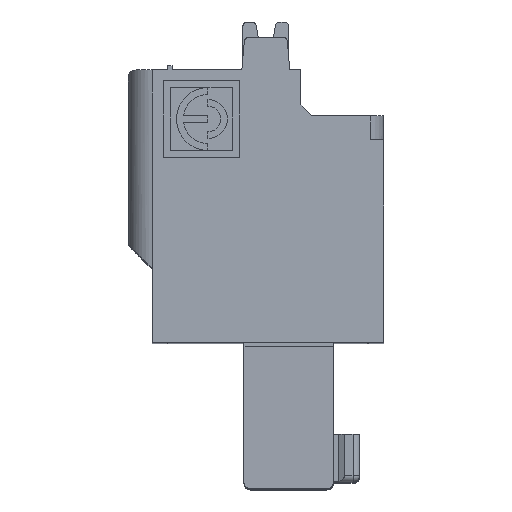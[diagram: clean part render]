
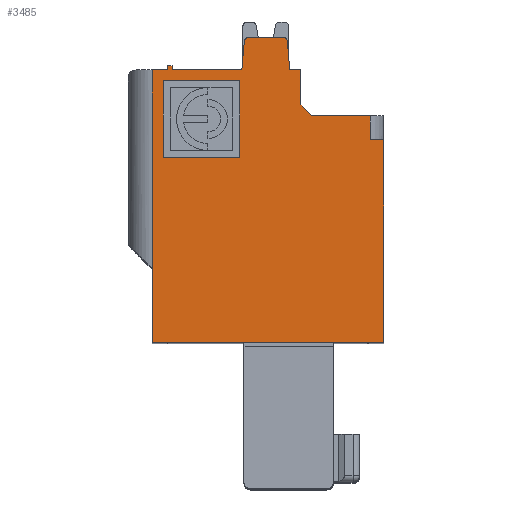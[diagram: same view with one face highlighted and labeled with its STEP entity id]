
A CAD part, top view. The second image highlights one B-rep face of the part: STEP entity #3485.
In plain terms, the highlighted planar face has unit normal (0, 0, 1).
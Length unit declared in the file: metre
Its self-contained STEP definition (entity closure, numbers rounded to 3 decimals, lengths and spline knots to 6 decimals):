
#3485=ADVANCED_FACE('',(#8707,#8708),#8709,.F.);
#4437=EDGE_CURVE('',#10179,#10176,#10180,.T.);
#8707=FACE_BOUND('',#15604,.T.);
#8708=FACE_OUTER_BOUND('',#15605,.T.);
#8709=PLANE('',#15606);
#10176=VERTEX_POINT('',#17116);
#10179=VERTEX_POINT('',#17121);
#10180=LINE('',#17122,#17123);
#10348=VERTEX_POINT('',#17402);
#10522=VERTEX_POINT('',#17819);
#10603=VERTEX_POINT('',#17944);
#10658=VERTEX_POINT('',#18060);
#10662=VERTEX_POINT('',#18066);
#12639=VERTEX_POINT('',#22501);
#12654=VERTEX_POINT('',#22526);
#12660=VERTEX_POINT('',#22535);
#12664=VERTEX_POINT('',#22541);
#15604=EDGE_LOOP('',(#30430,#30431,#30432,#30433));
#15605=EDGE_LOOP('',(#30434,#30435,#30436,#30437,#30438,#30439,#30440,#30441,#30442,#30443,#30444,#30445,#30446,#30447,#30448,#30449,#30450,#30451,#30452));
#15606=AXIS2_PLACEMENT_3D('',#30453,#30454,#30455);
#17116=CARTESIAN_POINT('',(0.1506,0.0093,-0.0148));
#17121=CARTESIAN_POINT('',(0.1506,0.0,-0.0148));
#17122=CARTESIAN_POINT('',(0.1506,0.0,-0.0148));
#17123=VECTOR('',#34613,1.0);
#17402=CARTESIAN_POINT('',(0.15,0.0093,-0.0148));
#17819=CARTESIAN_POINT('',(0.1407,0.0127,-0.0148));
#17944=CARTESIAN_POINT('',(0.1407,0.0125,-0.0148));
#18060=CARTESIAN_POINT('',(0.146185,0.013817,-0.0148));
#18066=CARTESIAN_POINT('',(0.1463,0.0125,-0.0148));
#22501=CARTESIAN_POINT('',(0.144215,0.013817,-0.0148));
#22526=CARTESIAN_POINT('',(0.1441,0.0125,-0.0148));
#22535=CARTESIAN_POINT('',(0.1409,0.0125,-0.0148));
#22541=CARTESIAN_POINT('',(0.1409,0.0127,-0.0148));
#30430=ORIENTED_EDGE('',*,*,#36295,.T.);
#30431=ORIENTED_EDGE('',*,*,#36528,.T.);
#30432=ORIENTED_EDGE('',*,*,#37627,.T.);
#30433=ORIENTED_EDGE('',*,*,#37628,.T.);
#30434=ORIENTED_EDGE('',*,*,#36139,.T.);
#30435=ORIENTED_EDGE('',*,*,#37586,.T.);
#30436=ORIENTED_EDGE('',*,*,#37629,.F.);
#30437=ORIENTED_EDGE('',*,*,#36322,.T.);
#30438=ORIENTED_EDGE('',*,*,#37565,.T.);
#30439=ORIENTED_EDGE('',*,*,#37630,.T.);
#30440=ORIENTED_EDGE('',*,*,#37504,.T.);
#30441=ORIENTED_EDGE('',*,*,#37508,.T.);
#30442=ORIENTED_EDGE('',*,*,#37631,.F.);
#30443=ORIENTED_EDGE('',*,*,#37545,.T.);
#30444=ORIENTED_EDGE('',*,*,#37632,.F.);
#30445=ORIENTED_EDGE('',*,*,#36216,.F.);
#30446=ORIENTED_EDGE('',*,*,#37560,.F.);
#30447=ORIENTED_EDGE('',*,*,#37624,.F.);
#30448=ORIENTED_EDGE('',*,*,#36489,.T.);
#30449=ORIENTED_EDGE('',*,*,#4437,.T.);
#30450=ORIENTED_EDGE('',*,*,#36050,.F.);
#30451=ORIENTED_EDGE('',*,*,#36059,.F.);
#30452=ORIENTED_EDGE('',*,*,#36136,.F.);
#30453=CARTESIAN_POINT('',(0.154572,0.033759,-0.0148));
#30454=DIRECTION('',(0.0,0.,-1.0));
#30455=DIRECTION('',(-1.0,0.0,0.0));
#34613=DIRECTION('',(0.0,1.0,0.));
#36050=EDGE_CURVE('',#10348,#10176,#38644,.T.);
#36059=EDGE_CURVE('',#38652,#10348,#38654,.T.);
#36136=EDGE_CURVE('',#38763,#38652,#38765,.T.);
#36139=EDGE_CURVE('',#38763,#38767,#38769,.T.);
#36216=EDGE_CURVE('',#10603,#10522,#38872,.T.);
#36295=EDGE_CURVE('',#39004,#39002,#39005,.T.);
#36322=EDGE_CURVE('',#10662,#10658,#39042,.T.);
#36489=EDGE_CURVE('',#39260,#10179,#39262,.T.);
#36528=EDGE_CURVE('',#39002,#39302,#39304,.T.);
#37504=EDGE_CURVE('',#40507,#12639,#40508,.T.);
#37508=EDGE_CURVE('',#12639,#12654,#40512,.T.);
#37545=EDGE_CURVE('',#12660,#12664,#40562,.T.);
#37560=EDGE_CURVE('',#40576,#10603,#40578,.T.);
#37565=EDGE_CURVE('',#10658,#40582,#40584,.T.);
#37586=EDGE_CURVE('',#38767,#40608,#40610,.T.);
#37624=EDGE_CURVE('',#39260,#40576,#40651,.T.);
#37627=EDGE_CURVE('',#39302,#40654,#40655,.T.);
#37628=EDGE_CURVE('',#40654,#39004,#40656,.T.);
#37629=EDGE_CURVE('',#10662,#40608,#40657,.T.);
#37630=EDGE_CURVE('',#40582,#40507,#40658,.T.);
#37631=EDGE_CURVE('',#12660,#12654,#40659,.T.);
#37632=EDGE_CURVE('',#10522,#12664,#40660,.T.);
#38644=LINE('',#41884,#41885);
#38652=VERTEX_POINT('',#41895);
#38654=LINE('',#41898,#41899);
#38763=VERTEX_POINT('',#42046);
#38765=LINE('',#42049,#42050);
#38767=VERTEX_POINT('',#42052);
#38769=LINE('',#42055,#42056);
#38872=LINE('',#42206,#42207);
#39002=VERTEX_POINT('',#42409);
#39004=VERTEX_POINT('',#42412);
#39005=LINE('',#42413,#42414);
#39042=LINE('',#42465,#42466);
#39260=VERTEX_POINT('',#42790);
#39262=LINE('',#42793,#42794);
#39302=VERTEX_POINT('',#42849);
#39304=LINE('',#42852,#42853);
#40507=VERTEX_POINT('',#44518);
#40508=CIRCLE('',#44519,0.0002);
#40512=LINE('',#44524,#44525);
#40562=LINE('',#44597,#44598);
#40576=VERTEX_POINT('',#44622);
#40578=LINE('',#44625,#44626);
#40582=VERTEX_POINT('',#44632);
#40584=CIRCLE('',#44635,0.0002);
#40608=VERTEX_POINT('',#44685);
#40610=LINE('',#44688,#44689);
#40651=LINE('',#44755,#44756);
#40654=VERTEX_POINT('',#44760);
#40655=LINE('',#44761,#44762);
#40656=LINE('',#44763,#44764);
#40657=LINE('',#44765,#44766);
#40658=LINE('',#44767,#44768);
#40659=LINE('',#44769,#44770);
#40660=LINE('',#44771,#44772);
#41884=CARTESIAN_POINT('',(0.15,0.0093,-0.0148));
#41885=VECTOR('',#46383,1.0);
#41895=CARTESIAN_POINT('',(0.15,0.0104,-0.0148));
#41898=CARTESIAN_POINT('',(0.15,0.0125,-0.0148));
#41899=VECTOR('',#46387,1.0);
#42046=CARTESIAN_POINT('',(0.147307,0.0104,-0.0148));
#42049=CARTESIAN_POINT('',(0.154572,0.0104,-0.0148));
#42050=VECTOR('',#46487,1.0);
#42052=CARTESIAN_POINT('',(0.146811,0.010896,-0.0148));
#42055=CARTESIAN_POINT('',(0.139267,0.01844,-0.0148));
#42056=VECTOR('',#46489,1.0);
#42206=CARTESIAN_POINT('',(0.1407,0.0125,-0.0148));
#42207=VECTOR('',#46576,1.0);
#42409=CARTESIAN_POINT('',(0.144,0.0085,-0.0148));
#42412=CARTESIAN_POINT('',(0.144,0.012,-0.0148));
#42413=CARTESIAN_POINT('',(0.144,0.033759,-0.0148));
#42414=VECTOR('',#46659,1.0);
#42465=CARTESIAN_POINT('',(0.1463,0.0125,-0.0148));
#42466=VECTOR('',#46683,1.0);
#42790=CARTESIAN_POINT('',(0.14,0.0,-0.0148));
#42793=CARTESIAN_POINT('',(0.136699,0.0,-0.0148));
#42794=VECTOR('',#46848,1.0);
#42849=CARTESIAN_POINT('',(0.1405,0.0085,-0.0148));
#42852=CARTESIAN_POINT('',(0.154072,0.0085,-0.0148));
#42853=VECTOR('',#46868,1.0);
#44518=CARTESIAN_POINT('',(0.144414,0.014,-0.0148));
#44519=AXIS2_PLACEMENT_3D('',#47624,#47625,#47626);
#44524=CARTESIAN_POINT('',(0.144215,0.013817,-0.0148));
#44525=VECTOR('',#47628,1.0);
#44597=CARTESIAN_POINT('',(0.1409,0.0125,-0.0148));
#44598=VECTOR('',#47657,1.0);
#44622=CARTESIAN_POINT('',(0.14,0.0125,-0.0148));
#44625=CARTESIAN_POINT('',(0.14,0.0125,-0.0148));
#44626=VECTOR('',#47675,1.0);
#44632=CARTESIAN_POINT('',(0.145985,0.014,-0.0148));
#44635=AXIS2_PLACEMENT_3D('',#47679,#47680,#47681);
#44685=CARTESIAN_POINT('',(0.146811,0.0125,-0.0148));
#44688=CARTESIAN_POINT('',(0.146811,0.033759,-0.0148));
#44689=VECTOR('',#47694,1.0);
#44755=CARTESIAN_POINT('',(0.14,0.0118,-0.0148));
#44756=VECTOR('',#47717,1.0);
#44760=CARTESIAN_POINT('',(0.1405,0.012,-0.0148));
#44761=CARTESIAN_POINT('',(0.1405,0.033759,-0.0148));
#44762=VECTOR('',#47719,1.0);
#44763=CARTESIAN_POINT('',(0.154072,0.012,-0.0148));
#44764=VECTOR('',#47720,1.0);
#44765=CARTESIAN_POINT('',(0.1463,0.0125,-0.0148));
#44766=VECTOR('',#47721,1.0);
#44767=CARTESIAN_POINT('',(0.144475,0.014,-0.0148));
#44768=VECTOR('',#47722,1.0);
#44769=CARTESIAN_POINT('',(0.1409,0.0125,-0.0148));
#44770=VECTOR('',#47723,1.0);
#44771=CARTESIAN_POINT('',(0.1407,0.0127,-0.0148));
#44772=VECTOR('',#47724,1.0);
#46383=DIRECTION('',(1.0,0.0,0.0));
#46387=DIRECTION('',(0.0,-1.0,0.));
#46487=DIRECTION('',(1.0,0.,0.));
#46489=DIRECTION('',(-0.707,0.707,0.));
#46576=DIRECTION('',(0.0,1.0,0.));
#46659=DIRECTION('',(0.,-1.0,0.));
#46683=DIRECTION('',(-0.087,0.996,0.));
#46848=DIRECTION('',(1.0,0.0,0.0));
#46868=DIRECTION('',(-1.0,0.,0.));
#47624=CARTESIAN_POINT('',(0.144414,0.0138,-0.0148));
#47625=DIRECTION('',(0.0,0.,1.0));
#47626=DIRECTION('',(0.0,1.0,0.));
#47628=DIRECTION('',(-0.087,-0.996,0.));
#47657=DIRECTION('',(0.0,1.0,0.));
#47675=DIRECTION('',(1.0,0.0,0.0));
#47679=CARTESIAN_POINT('',(0.145985,0.0138,-0.0148));
#47680=DIRECTION('',(0.,0.,1.0));
#47681=DIRECTION('',(0.996,0.087,0.));
#47694=DIRECTION('',(0.,1.0,0.));
#47717=DIRECTION('',(0.0,1.0,0.));
#47719=DIRECTION('',(0.,1.0,0.));
#47720=DIRECTION('',(1.0,0.,0.));
#47721=DIRECTION('',(1.0,0.0,0.0));
#47722=DIRECTION('',(-1.0,-0.0,0.0));
#47723=DIRECTION('',(1.0,0.0,0.0));
#47724=DIRECTION('',(1.0,0.0,0.0));
